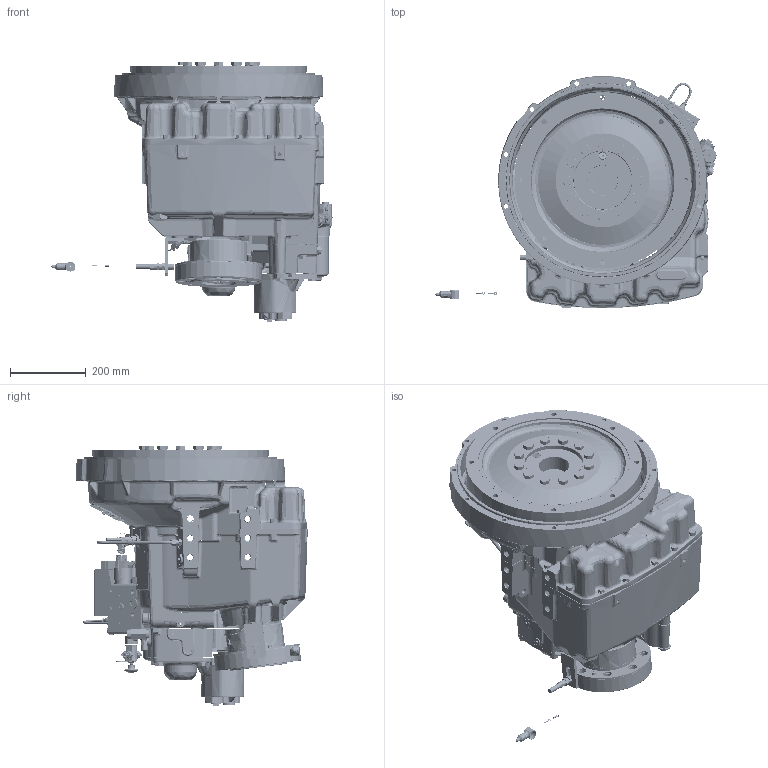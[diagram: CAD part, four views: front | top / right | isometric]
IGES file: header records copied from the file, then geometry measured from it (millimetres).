
Start section: SolidWorks IGES file using analytic representation for surfaces
Global section: file name: 1026597D.IGS; native system: SolidWorks 2015; preprocessor: SolidWorks 2015; author: josephf; date: 160930.154513; units: millimetre
Bounding box: 743.83 x 614.51 x 689.35 mm (x, y, z)
Surface area: 2998823 mm2 (no closed solid volume)
Topology: 0 solids, 0 shells, 4593 faces, 82611 edges, 82511 vertices
Faces by surface type: bspline 2692, revolution 1901
